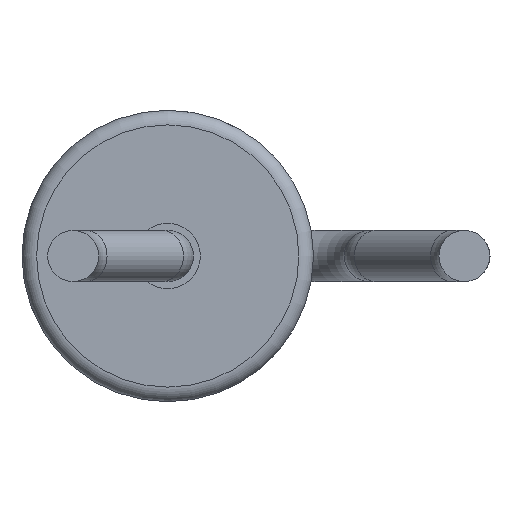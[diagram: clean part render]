
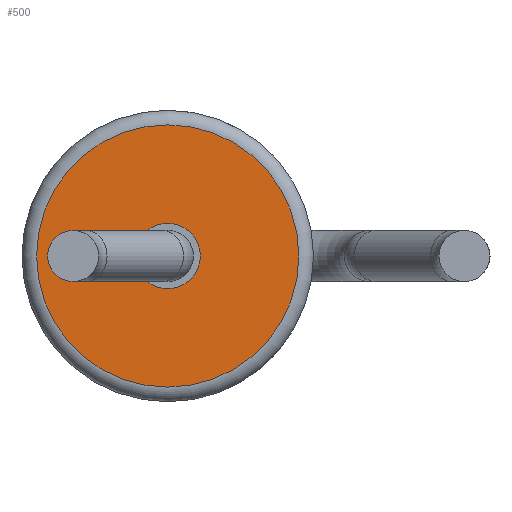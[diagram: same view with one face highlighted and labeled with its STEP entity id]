
A CAD part, front view. The second image highlights one B-rep face of the part: STEP entity #500.
In plain terms, the highlighted planar face has unit normal (0, -1, 0).
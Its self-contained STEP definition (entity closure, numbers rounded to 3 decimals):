
#14=FACE_BOUND('',#128,.T.);
#27=PLANE('',#585);
#94=FACE_OUTER_BOUND('',#127,.T.);
#127=EDGE_LOOP('',(#408,#409));
#128=EDGE_LOOP('',(#410));
#179=CIRCLE('',#586,1.8);
#180=CIRCLE('',#587,1.8);
#181=CIRCLE('',#588,0.45);
#233=VERTEX_POINT('',#1072);
#234=VERTEX_POINT('',#1073);
#235=VERTEX_POINT('',#1076);
#296=EDGE_CURVE('',#233,#234,#179,.T.);
#297=EDGE_CURVE('',#234,#233,#180,.T.);
#298=EDGE_CURVE('',#235,#235,#181,.T.);
#408=ORIENTED_EDGE('',*,*,#296,.F.);
#409=ORIENTED_EDGE('',*,*,#297,.F.);
#410=ORIENTED_EDGE('',*,*,#298,.T.);
#500=ADVANCED_FACE('',(#94,#14),#27,.F.);
#585=AXIS2_PLACEMENT_3D('',#1071,#724,#725);
#586=AXIS2_PLACEMENT_3D('',#1074,#726,#727);
#587=AXIS2_PLACEMENT_3D('',#1075,#728,#729);
#588=AXIS2_PLACEMENT_3D('',#1077,#730,#731);
#724=DIRECTION('center_axis',(0.,1.,0.));
#725=DIRECTION('ref_axis',(0.,0.,1.));
#726=DIRECTION('center_axis',(0.,1.,0.));
#727=DIRECTION('ref_axis',(1.,0.,0.));
#728=DIRECTION('center_axis',(0.,1.,0.));
#729=DIRECTION('ref_axis',(1.,0.,0.));
#730=DIRECTION('center_axis',(0.,1.,0.));
#731=DIRECTION('ref_axis',(-1.,0.,0.));
#1071=CARTESIAN_POINT('Origin',(-0.287,0.,0.));
#1072=CARTESIAN_POINT('',(-2.087,0.,0.));
#1073=CARTESIAN_POINT('',(-0.287,0.,1.8));
#1074=CARTESIAN_POINT('Origin',(-0.287,0.,0.));
#1075=CARTESIAN_POINT('Origin',(-0.287,0.,0.));
#1076=CARTESIAN_POINT('',(0.16,0.,0.));
#1077=CARTESIAN_POINT('Origin',(-0.29,0.,0.));
